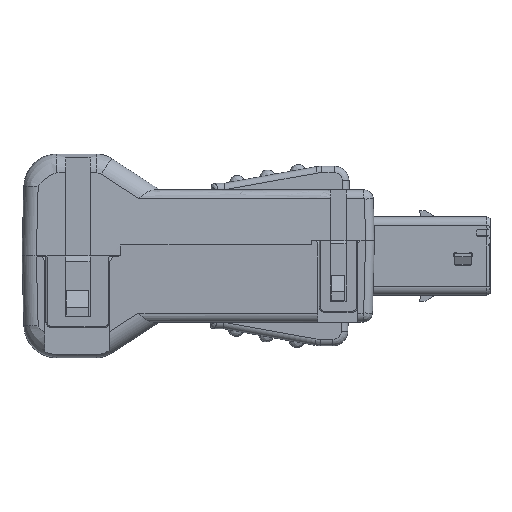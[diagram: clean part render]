
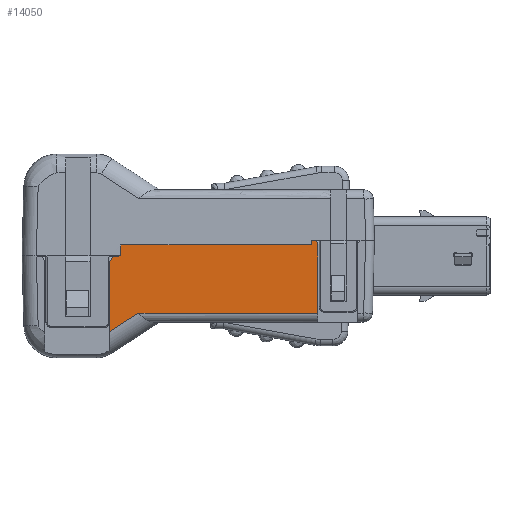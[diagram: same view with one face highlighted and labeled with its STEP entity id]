
A CAD part, left-side view. The second image highlights one B-rep face of the part: STEP entity #14050.
In plain terms, the highlighted planar face has unit normal (-1, 0, -0.026).
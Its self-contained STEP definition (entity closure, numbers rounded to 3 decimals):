
#13117=CARTESIAN_POINT('',(-6.774,34.261,-0.975));
#13118=VERTEX_POINT('',#13117);
#13125=CARTESIAN_POINT('',(-6.774,33.624,-0.975));
#13126=VERTEX_POINT('',#13125);
#13127=CARTESIAN_POINT('',(-6.774,34.261,-0.975));
#13128=DIRECTION('',(0.,-1.,0.));
#13129=VECTOR('',#13128,0.637);
#13130=LINE('',#13127,#13129);
#13131=EDGE_CURVE('',#13118,#13126,#13130,.T.);
#13188=CARTESIAN_POINT('',(-6.776,33.524,-0.875));
#13189=VERTEX_POINT('',#13188);
#13366=CARTESIAN_POINT('',(-6.798,33.524,-0.073));
#13367=VERTEX_POINT('',#13366);
#13382=CARTESIAN_POINT('',(-6.8,33.426,0.025));
#13383=VERTEX_POINT('',#13382);
#13390=CARTESIAN_POINT('',(-6.8,16.324,0.025));
#13391=VERTEX_POINT('',#13390);
#13392=CARTESIAN_POINT('',(-6.8,33.426,0.025));
#13393=DIRECTION('',(0.,-1.,0.));
#13394=VECTOR('',#13393,17.102);
#13395=LINE('',#13392,#13394);
#13396=EDGE_CURVE('',#13383,#13391,#13395,.T.);
#13398=CARTESIAN_POINT('',(-6.798,16.226,0.123));
#13399=VERTEX_POINT('',#13398);
#13930=CARTESIAN_POINT('',(-6.7,26.261,-3.813));
#13931=DIRECTION('',(0.,1.,0.));
#13932=DIRECTION('',(-1.,0.,-0.026));
#13933=AXIS2_PLACEMENT_3D('',#13930,#13932,#13931);
#13934=PLANE('',#13933);
#13935=CARTESIAN_POINT('',(-6.808,16.226,0.325));
#13936=VERTEX_POINT('',#13935);
#13937=CARTESIAN_POINT('',(-6.808,16.226,0.325));
#13938=DIRECTION('',(0.026,0.,-1.));
#13939=VECTOR('',#13938,0.203);
#13940=LINE('',#13937,#13939);
#13941=EDGE_CURVE('',#13936,#13399,#13940,.T.);
#13942=ORIENTED_EDGE('',*,*,#13941,.T.);
#13943=CARTESIAN_POINT('',(-6.8,16.226,0.025));
#13944=VERTEX_POINT('',#13943);
#13945=CARTESIAN_POINT('',(-6.803,16.226,0.122));
#13946=DIRECTION('',(0.026,0.,-1.));
#13947=VECTOR('',#13946,0.098);
#13948=LINE('',#13945,#13947);
#13949=EDGE_CURVE('',#13399,#13944,#13948,.T.);
#13950=ORIENTED_EDGE('',*,*,#13949,.T.);
#13951=CARTESIAN_POINT('',(-6.8,16.226,0.025));
#13952=DIRECTION('',(0.,1.,0.));
#13953=VECTOR('',#13952,0.098);
#13954=LINE('',#13951,#13953);
#13955=EDGE_CURVE('',#13944,#13391,#13954,.T.);
#13956=ORIENTED_EDGE('',*,*,#13955,.T.);
#13957=ORIENTED_EDGE('',*,*,#13396,.F.);
#13958=CARTESIAN_POINT('',(-6.8,33.426,0.025));
#13959=CARTESIAN_POINT('',(-6.799,33.467,-0.016));
#13960=CARTESIAN_POINT('',(-6.798,33.487,-0.036));
#13961=CARTESIAN_POINT('',(-6.799,33.524,-0.073));
#13962=B_SPLINE_CURVE_WITH_KNOTS('',3,(#13958,#13959,#13960,#13961),.UNSPECIFIED.,.F.,.U.,(4,4),(0.,0.979),.UNSPECIFIED.);
#13963=EDGE_CURVE('',#13383,#13367,#13962,.T.);
#13964=ORIENTED_EDGE('',*,*,#13963,.T.);
#13965=CARTESIAN_POINT('',(-6.776,33.524,-0.875));
#13966=DIRECTION('',(-0.027,0.,1.));
#13967=VECTOR('',#13966,0.803);
#13968=LINE('',#13965,#13967);
#13969=EDGE_CURVE('',#13189,#13367,#13968,.T.);
#13970=ORIENTED_EDGE('',*,*,#13969,.F.);
#13971=CARTESIAN_POINT('',(-6.774,33.526,-0.975));
#13972=VERTEX_POINT('',#13971);
#13973=CARTESIAN_POINT('',(-6.776,33.526,-0.877));
#13974=DIRECTION('',(0.026,0.,-1.));
#13975=VECTOR('',#13974,0.098);
#13976=LINE('',#13973,#13975);
#13977=EDGE_CURVE('',#13189,#13972,#13976,.T.);
#13978=ORIENTED_EDGE('',*,*,#13977,.T.);
#13979=CARTESIAN_POINT('',(-6.774,33.526,-0.975));
#13980=DIRECTION('',(0.,1.,0.));
#13981=VECTOR('',#13980,0.098);
#13982=LINE('',#13979,#13981);
#13983=EDGE_CURVE('',#13972,#13126,#13982,.T.);
#13984=ORIENTED_EDGE('',*,*,#13983,.T.);
#13985=ORIENTED_EDGE('',*,*,#13131,.F.);
#13986=CARTESIAN_POINT('',(-6.761,34.511,-1.475));
#13987=VERTEX_POINT('',#13986);
#13988=CARTESIAN_POINT('',(-6.774,34.261,-0.975));
#13989=DIRECTION('',(0.023,0.447,-0.894));
#13990=VECTOR('',#13989,0.559);
#13991=LINE('',#13988,#13990);
#13992=EDGE_CURVE('',#13118,#13987,#13991,.T.);
#13993=ORIENTED_EDGE('',*,*,#13992,.T.);
#13994=CARTESIAN_POINT('',(-6.594,34.511,-7.849));
#13995=VERTEX_POINT('',#13994);
#13996=CARTESIAN_POINT('',(-6.761,34.511,-1.475));
#13997=DIRECTION('',(0.026,0.,-1.));
#13998=VECTOR('',#13997,6.376);
#13999=LINE('',#13996,#13998);
#14000=EDGE_CURVE('',#13987,#13995,#13999,.T.);
#14001=ORIENTED_EDGE('',*,*,#14000,.T.);
#14002=CARTESIAN_POINT('',(-6.637,31.968,-6.196));
#14003=VERTEX_POINT('',#14002);
#14004=CARTESIAN_POINT('',(-6.594,34.511,-7.849));
#14005=DIRECTION('',(-0.014,-0.838,0.545));
#14006=VECTOR('',#14005,3.033);
#14007=LINE('',#14004,#14006);
#14008=EDGE_CURVE('',#13995,#14003,#14007,.T.);
#14009=ORIENTED_EDGE('',*,*,#14008,.T.);
#14010=CARTESIAN_POINT('',(-6.637,15.641,-6.196));
#14011=VERTEX_POINT('',#14010);
#14012=CARTESIAN_POINT('',(-6.637,31.968,-6.196));
#14013=DIRECTION('',(0.,-1.,0.));
#14014=VECTOR('',#14013,16.327);
#14015=LINE('',#14012,#14014);
#14016=EDGE_CURVE('',#14003,#14011,#14015,.T.);
#14017=ORIENTED_EDGE('',*,*,#14016,.T.);
#14018=CARTESIAN_POINT('',(-6.803,15.641,0.125));
#14019=VERTEX_POINT('',#14018);
#14020=CARTESIAN_POINT('',(-6.637,15.641,-6.196));
#14021=DIRECTION('',(-0.026,0.,1.));
#14022=VECTOR('',#14021,6.323);
#14023=LINE('',#14020,#14022);
#14024=EDGE_CURVE('',#14011,#14019,#14023,.T.);
#14025=ORIENTED_EDGE('',*,*,#14024,.T.);
#14026=CARTESIAN_POINT('',(-6.81,15.841,0.425));
#14027=VERTEX_POINT('',#14026);
#14028=CARTESIAN_POINT('',(-6.803,15.641,0.125));
#14029=DIRECTION('',(-0.022,0.555,0.832));
#14030=VECTOR('',#14029,0.361);
#14031=LINE('',#14028,#14030);
#14032=EDGE_CURVE('',#14019,#14027,#14031,.T.);
#14033=ORIENTED_EDGE('',*,*,#14032,.T.);
#14034=CARTESIAN_POINT('',(-6.81,16.126,0.425));
#14035=VERTEX_POINT('',#14034);
#14036=CARTESIAN_POINT('',(-6.81,15.841,0.425));
#14037=DIRECTION('',(0.,1.,0.));
#14038=VECTOR('',#14037,0.285);
#14039=LINE('',#14036,#14038);
#14040=EDGE_CURVE('',#14027,#14035,#14039,.T.);
#14041=ORIENTED_EDGE('',*,*,#14040,.T.);
#14042=CARTESIAN_POINT('',(-6.81,16.126,0.425));
#14043=DIRECTION('',(0.019,0.707,-0.707));
#14044=VECTOR('',#14043,0.141);
#14045=LINE('',#14042,#14044);
#14046=EDGE_CURVE('',#14035,#13936,#14045,.T.);
#14047=ORIENTED_EDGE('',*,*,#14046,.T.);
#14048=EDGE_LOOP('',(#13942,#13950,#13956,#13957,#13964,#13970,#13978,#13984,#13985,#13993,#14001,#14009,#14017,#14025,#14033,#14041,#14047));
#14049=FACE_OUTER_BOUND('',#14048,.T.);
#14050=ADVANCED_FACE('',(#14049),#13934,.T.);
